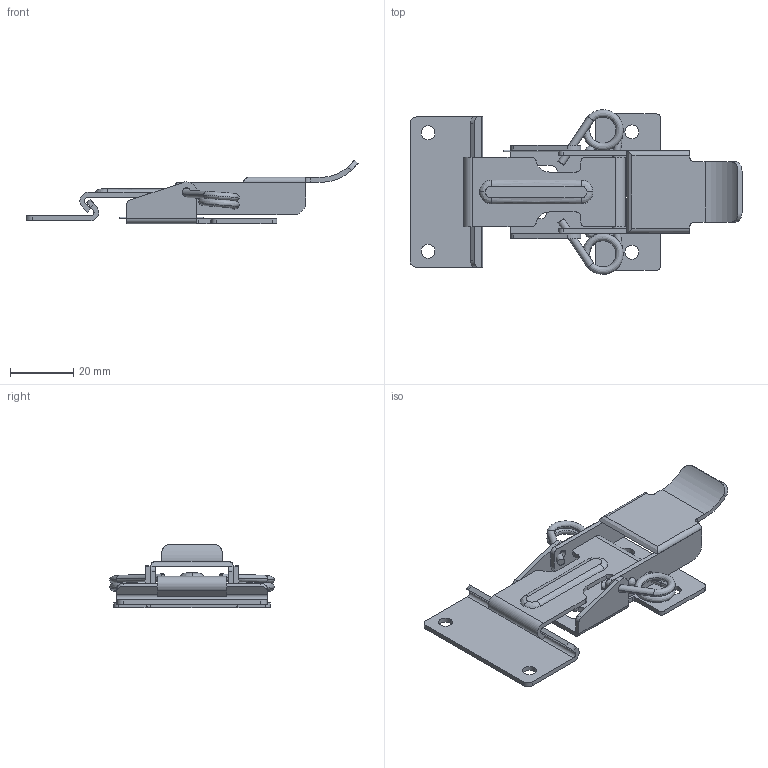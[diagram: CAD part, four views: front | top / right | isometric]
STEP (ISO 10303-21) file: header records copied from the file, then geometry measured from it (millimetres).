
FILE_DESCRIPTION(/* description */ (''),/* implementation_level */ '2;1');
FILE_NAME(/* name */ 'DK523',/* time_stamp */ '2024-11-02T16:05:19+08:00',/* author */ (''),/* organization */ (''),/* preprocessor_version */ 'ST-DEVELOPER v19.2',/* originating_system */ 'Rhino 8.5',/* authorisation */ '');
FILE_SCHEMA (('CONFIG_CONTROL_DESIGN'));
Length unit declared in the file: millimetre
Products named in the file (2): Document; 图块 01
Bounding box: 104.95 x 52 x 20.06 mm (x, y, z)
Volume: 4620.6 mm3; surface area: 15108.1 mm2
Topology: 4 solids, 56 shells, 199 faces, 678 edges, 536 vertices
Faces by surface type: cylinder 93, plane 87, bspline 19
Entity records: 10197 total; most frequent: CARTESIAN_POINT 4948, ORIENTED_EDGE 1076, EDGE_CURVE 674, DIRECTION 656, VERTEX_POINT 536, AXIS2_PLACEMENT_3D 418, B_SPLINE_CURVE_WITH_KNOTS 305, TRIMMED_CURVE 232
